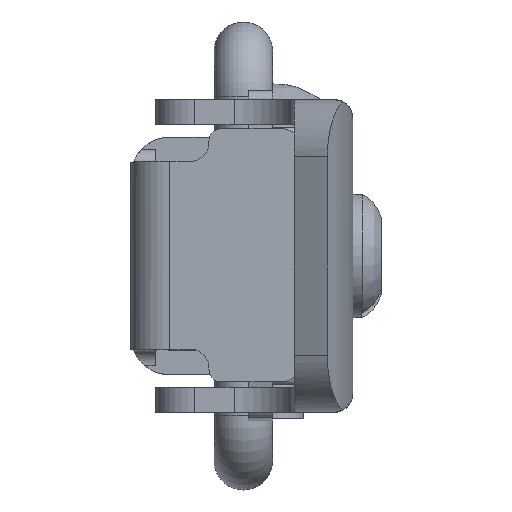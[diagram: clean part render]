
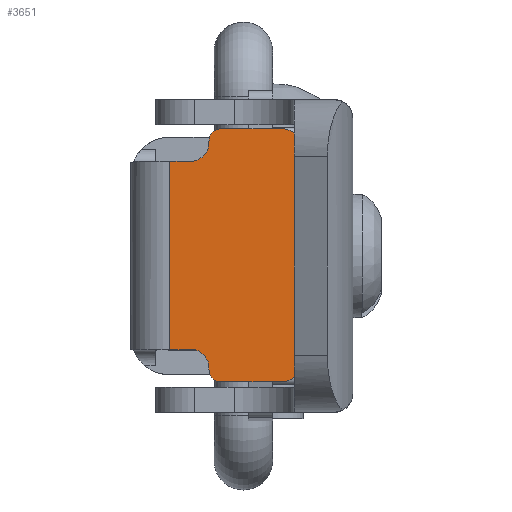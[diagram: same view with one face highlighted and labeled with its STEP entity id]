
A CAD part, front view. The second image highlights one B-rep face of the part: STEP entity #3651.
In plain terms, the highlighted planar face has unit normal (0, -1, 0).
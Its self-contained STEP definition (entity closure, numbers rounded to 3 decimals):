
#254=CIRCLE('',#4117,1.524);
#255=CIRCLE('',#4118,1.016);
#256=CIRCLE('',#4119,2.032);
#257=CIRCLE('',#4120,2.032);
#258=CIRCLE('',#4121,1.016);
#259=CIRCLE('',#4122,1.524);
#539=FACE_OUTER_BOUND('',#773,.T.);
#773=EDGE_LOOP('',(#2640,#2641,#2642,#2643,#2644,#2645,#2646,#2647,#2648,
#2649,#2650,#2651,#2652,#2653,#2654,#2655));
#1065=LINE('',#5897,#1351);
#1066=LINE('',#5901,#1352);
#1068=LINE('',#5905,#1354);
#1069=LINE('',#5909,#1355);
#1070=LINE('',#5913,#1356);
#1071=LINE('',#5917,#1357);
#1072=LINE('',#5919,#1358);
#1073=LINE('',#5921,#1359);
#1074=LINE('',#5925,#1360);
#1075=LINE('',#5929,#1361);
#1351=VECTOR('',#4694,15.295);
#1352=VECTOR('',#4699,1.651);
#1354=VECTOR('',#4703,2.058);
#1355=VECTOR('',#4706,0.125);
#1356=VECTOR('',#4709,4.787);
#1357=VECTOR('',#4712,5.288);
#1358=VECTOR('',#4713,7.01);
#1359=VECTOR('',#4714,5.288);
#1360=VECTOR('',#4717,4.787);
#1361=VECTOR('',#4720,0.127);
#1681=VERTEX_POINT('',#5894);
#1682=VERTEX_POINT('',#5896);
#1683=VERTEX_POINT('',#5900);
#1684=VERTEX_POINT('',#5904);
#1685=VERTEX_POINT('',#5906);
#1686=VERTEX_POINT('',#5908);
#1687=VERTEX_POINT('',#5910);
#1688=VERTEX_POINT('',#5912);
#1689=VERTEX_POINT('',#5914);
#1690=VERTEX_POINT('',#5916);
#1691=VERTEX_POINT('',#5918);
#1692=VERTEX_POINT('',#5920);
#1693=VERTEX_POINT('',#5922);
#1694=VERTEX_POINT('',#5924);
#1695=VERTEX_POINT('',#5926);
#1696=VERTEX_POINT('',#5928);
#2066=EDGE_CURVE('',#1681,#1682,#1065,.T.);
#2068=EDGE_CURVE('',#1683,#1682,#1066,.T.);
#2070=EDGE_CURVE('',#1684,#1681,#1068,.T.);
#2071=EDGE_CURVE('',#1684,#1685,#254,.T.);
#2072=EDGE_CURVE('',#1685,#1686,#1069,.T.);
#2073=EDGE_CURVE('',#1686,#1687,#255,.T.);
#2074=EDGE_CURVE('',#1687,#1688,#1070,.T.);
#2075=EDGE_CURVE('',#1688,#1689,#256,.T.);
#2076=EDGE_CURVE('',#1689,#1690,#1071,.T.);
#2077=EDGE_CURVE('',#1690,#1691,#1072,.T.);
#2078=EDGE_CURVE('',#1691,#1692,#1073,.T.);
#2079=EDGE_CURVE('',#1692,#1693,#257,.T.);
#2080=EDGE_CURVE('',#1693,#1694,#1074,.T.);
#2081=EDGE_CURVE('',#1694,#1695,#258,.T.);
#2082=EDGE_CURVE('',#1695,#1696,#1075,.T.);
#2083=EDGE_CURVE('',#1696,#1683,#259,.T.);
#2640=ORIENTED_EDGE('',*,*,#2066,.F.);
#2641=ORIENTED_EDGE('',*,*,#2070,.F.);
#2642=ORIENTED_EDGE('',*,*,#2071,.T.);
#2643=ORIENTED_EDGE('',*,*,#2072,.T.);
#2644=ORIENTED_EDGE('',*,*,#2073,.T.);
#2645=ORIENTED_EDGE('',*,*,#2074,.T.);
#2646=ORIENTED_EDGE('',*,*,#2075,.T.);
#2647=ORIENTED_EDGE('',*,*,#2076,.T.);
#2648=ORIENTED_EDGE('',*,*,#2077,.T.);
#2649=ORIENTED_EDGE('',*,*,#2078,.T.);
#2650=ORIENTED_EDGE('',*,*,#2079,.T.);
#2651=ORIENTED_EDGE('',*,*,#2080,.T.);
#2652=ORIENTED_EDGE('',*,*,#2081,.T.);
#2653=ORIENTED_EDGE('',*,*,#2082,.T.);
#2654=ORIENTED_EDGE('',*,*,#2083,.T.);
#2655=ORIENTED_EDGE('',*,*,#2068,.T.);
#3534=PLANE('',#4116);
#3651=ADVANCED_FACE('',(#539),#3534,.F.);
#4116=AXIS2_PLACEMENT_3D('',#5903,#4701,#4702);
#4117=AXIS2_PLACEMENT_3D('',#5907,#4704,#4705);
#4118=AXIS2_PLACEMENT_3D('',#5911,#4707,#4708);
#4119=AXIS2_PLACEMENT_3D('',#5915,#4710,#4711);
#4120=AXIS2_PLACEMENT_3D('',#5923,#4715,#4716);
#4121=AXIS2_PLACEMENT_3D('',#5927,#4718,#4719);
#4122=AXIS2_PLACEMENT_3D('',#5930,#4721,#4722);
#4694=DIRECTION('',(0.,0.,1.));
#4699=DIRECTION('',(-1.,0.,0.));
#4701=DIRECTION('center_axis',(0.,1.,0.));
#4702=DIRECTION('ref_axis',(0.,0.,1.));
#4703=DIRECTION('',(-1.,0.,0.));
#4704=DIRECTION('center_axis',(0.,1.,0.));
#4705=DIRECTION('ref_axis',(-1.,0.,0.002));
#4706=DIRECTION('',(0.,0.,-1.));
#4707=DIRECTION('center_axis',(0.,-1.,0.));
#4708=DIRECTION('ref_axis',(-1.,0.,-0.002));
#4709=DIRECTION('',(1.,0.,0.));
#4710=DIRECTION('center_axis',(0.,-1.,0.));
#4711=DIRECTION('ref_axis',(0.,0.,-1.));
#4712=DIRECTION('',(0.208,0.,0.978));
#4713=DIRECTION('',(0.,0.,1.));
#4714=DIRECTION('',(-0.208,0.,0.978));
#4715=DIRECTION('center_axis',(0.,-1.,0.));
#4716=DIRECTION('ref_axis',(0.978,0.,0.208));
#4717=DIRECTION('',(-1.,0.,0.));
#4718=DIRECTION('center_axis',(0.,-1.,0.));
#4719=DIRECTION('ref_axis',(0.,0.,
1.));
#4720=DIRECTION('',(0.,0.,-1.));
#4721=DIRECTION('center_axis',(0.,1.,0.));
#4722=DIRECTION('ref_axis',(0.,0.,1.));
#5894=CARTESIAN_POINT('',(3.175,-3.175,2.032));
#5896=CARTESIAN_POINT('',(3.175,-3.175,17.327));
#5897=CARTESIAN_POINT('',(3.175,-3.175,4.826));
#5900=CARTESIAN_POINT('',(4.826,-3.175,17.327));
#5901=CARTESIAN_POINT('',(4.826,-3.175,17.327));
#5903=CARTESIAN_POINT('Origin',(1.,-3.175,9.652));
#5904=CARTESIAN_POINT('',(5.233,-3.175,2.032));
#5905=CARTESIAN_POINT('',(0.,-3.175,2.032));
#5906=CARTESIAN_POINT('',(6.35,-3.175,0.56));
#5907=CARTESIAN_POINT('Origin',(4.826,-3.175,0.563));
#5908=CARTESIAN_POINT('',(6.35,-3.175,0.435));
#5909=CARTESIAN_POINT('',(6.35,-3.175,0.56));
#5910=CARTESIAN_POINT('',(7.366,-3.175,-0.58));
#5911=CARTESIAN_POINT('Origin',(7.366,-3.175,0.436));
#5912=CARTESIAN_POINT('',(12.153,-3.175,-0.58));
#5913=CARTESIAN_POINT('',(7.366,-3.175,-0.58));
#5914=CARTESIAN_POINT('',(14.141,-3.175,1.03));
#5915=CARTESIAN_POINT('Origin',(12.153,-3.175,1.452));
#5916=CARTESIAN_POINT('',(15.24,-3.175,6.202));
#5917=CARTESIAN_POINT('',(14.141,-3.175,1.03));
#5918=CARTESIAN_POINT('',(15.24,-3.175,13.213));
#5919=CARTESIAN_POINT('',(15.24,-3.175,6.202));
#5920=CARTESIAN_POINT('',(14.141,-3.175,18.385));
#5921=CARTESIAN_POINT('',(15.24,-3.175,13.213));
#5922=CARTESIAN_POINT('',(12.153,-3.175,19.994));
#5923=CARTESIAN_POINT('Origin',(12.153,-3.175,17.962));
#5924=CARTESIAN_POINT('',(7.366,-3.175,19.994));
#5925=CARTESIAN_POINT('',(12.153,-3.175,19.994));
#5926=CARTESIAN_POINT('',(6.35,-3.175,18.978));
#5927=CARTESIAN_POINT('Origin',(7.366,-3.175,18.978));
#5928=CARTESIAN_POINT('',(6.35,-3.175,18.851));
#5929=CARTESIAN_POINT('',(6.35,-3.175,18.978));
#5930=CARTESIAN_POINT('Origin',(4.826,-3.175,18.851));
